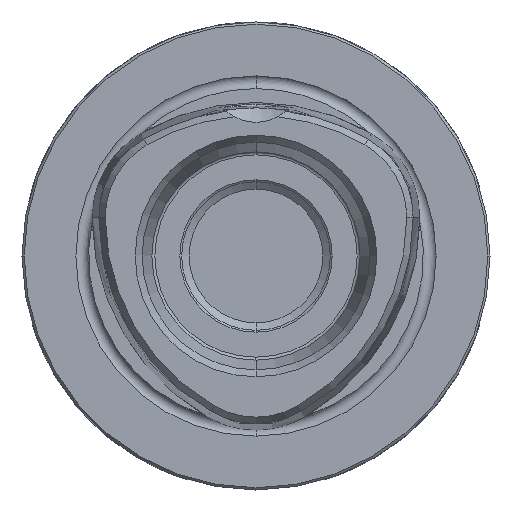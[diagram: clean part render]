
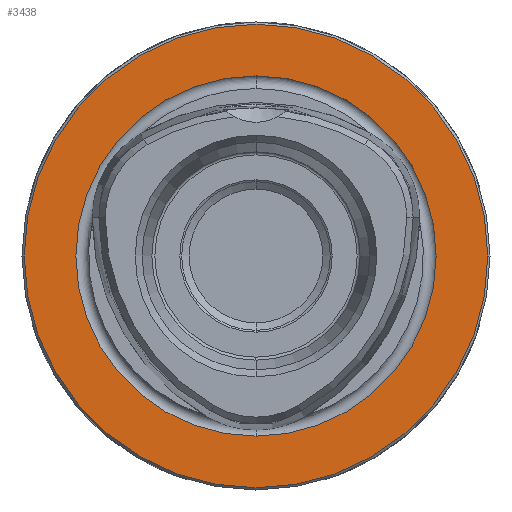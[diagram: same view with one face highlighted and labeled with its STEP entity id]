
A CAD part, front view. The second image highlights one B-rep face of the part: STEP entity #3438.
In plain terms, the highlighted planar face has unit normal (0, -1, 0).
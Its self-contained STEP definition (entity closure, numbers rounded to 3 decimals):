
#1422=CARTESIAN_POINT('',(0.,0.,
0.));
#1423=DIRECTION('',(0.,-1.,0.));
#1424=DIRECTION('',(1.,0.,0.));
#1425=AXIS2_PLACEMENT_3D('',#1422,#1423,#1424);
#1427=CARTESIAN_POINT('',(0.,0.,
0.));
#1428=DIRECTION('',(0.,-1.,0.));
#1429=DIRECTION('',(-1.,0.,0.));
#1430=AXIS2_PLACEMENT_3D('',#1427,#1428,#1429);
#1432=CARTESIAN_POINT('',(0.,0.,0.));
#1433=DIRECTION('',(0.,-1.,0.));
#1434=DIRECTION('',(0.,0.,-1.));
#1435=AXIS2_PLACEMENT_3D('',#1432,#1433,#1434);
#1437=CARTESIAN_POINT('',(0.,0.,0.));
#1438=DIRECTION('',(0.,-1.,0.));
#1439=DIRECTION('',(0.,0.,1.));
#1440=AXIS2_PLACEMENT_3D('',#1437,#1438,#1439);
#1878=CARTESIAN_POINT('',(31.2,0.,
0.));
#1879=CARTESIAN_POINT('',(-31.2,0.,0.));
#1880=VERTEX_POINT('',#1878);
#1881=VERTEX_POINT('',#1879);
#1886=CARTESIAN_POINT('',(0.,0.,-24.25));
#1887=CARTESIAN_POINT('',(0.,0.,24.25));
#1888=VERTEX_POINT('',#1886);
#1889=VERTEX_POINT('',#1887);
#3424=CARTESIAN_POINT('',(0.,0.,0.));
#3425=DIRECTION('',(0.,-1.,0.));
#3426=DIRECTION('',(-1.,0.,0.));
#3427=AXIS2_PLACEMENT_3D('',#3424,#3425,#3426);
#3428=PLANE('',#3427);
#3429=ORIENTED_EDGE('',*,*,#3414,.F.);
#3431=ORIENTED_EDGE('',*,*,#3430,.F.);
#3432=EDGE_LOOP('',(#3429,#3431));
#3433=FACE_OUTER_BOUND('',#3432,.F.);
#3434=ORIENTED_EDGE('',*,*,#2359,.T.);
#3435=ORIENTED_EDGE('',*,*,#2224,.T.);
#3436=EDGE_LOOP('',(#3434,#3435));
#3437=FACE_BOUND('',#3436,.F.);
#3438=ADVANCED_FACE('',(#3433,#3437),#3428,.T.);
#1426=CIRCLE('',#1425,31.2);
#1431=CIRCLE('',#1430,31.2);
#1436=CIRCLE('',#1435,24.25);
#1441=CIRCLE('',#1440,24.25);
#2224=EDGE_CURVE('',#1889,#1888,#1441,.T.);
#2359=EDGE_CURVE('',#1888,#1889,#1436,.T.);
#3414=EDGE_CURVE('',#1880,#1881,#1426,.T.);
#3430=EDGE_CURVE('',#1881,#1880,#1431,.T.);
